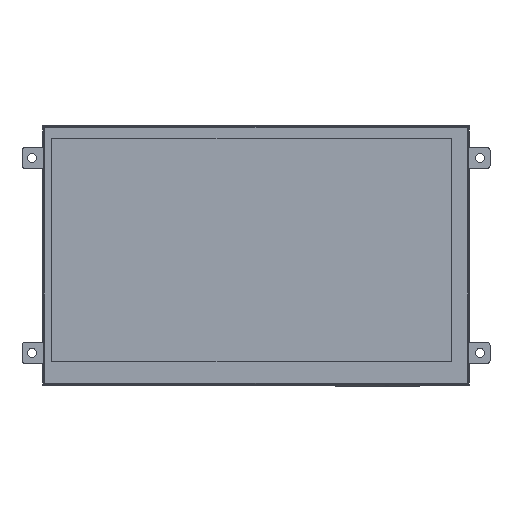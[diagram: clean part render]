
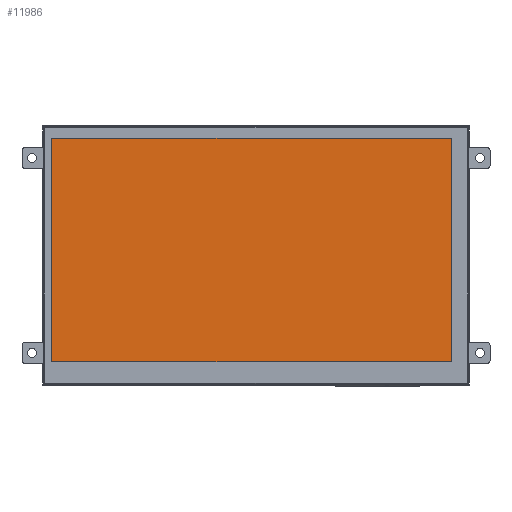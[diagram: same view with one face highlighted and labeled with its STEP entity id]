
A CAD part, top view. The second image highlights one B-rep face of the part: STEP entity #11986.
In plain terms, the highlighted planar face has unit normal (0, 0, 1).
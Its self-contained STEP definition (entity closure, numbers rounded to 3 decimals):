
#671=FACE_OUTER_BOUND('',#1303,.T.);
#1303=EDGE_LOOP('',(#8060,#8061,#8062,#8063));
#1969=LINE('',#17171,#3488);
#1973=LINE('',#17179,#3492);
#1976=LINE('',#17185,#3495);
#1979=LINE('',#17190,#3498);
#3488=VECTOR('',#13886,10.);
#3492=VECTOR('',#13892,10.);
#3495=VECTOR('',#13897,10.);
#3498=VECTOR('',#13902,10.);
#4995=VERTEX_POINT('',#17169);
#4996=VERTEX_POINT('',#17170);
#4999=VERTEX_POINT('',#17178);
#5001=VERTEX_POINT('',#17184);
#6195=EDGE_CURVE('',#4995,#4996,#1969,.T.);
#6199=EDGE_CURVE('',#4999,#4995,#1973,.T.);
#6202=EDGE_CURVE('',#5001,#4999,#1976,.T.);
#6205=EDGE_CURVE('',#4996,#5001,#1979,.T.);
#8060=ORIENTED_EDGE('',*,*,#6205,.F.);
#8061=ORIENTED_EDGE('',*,*,#6195,.F.);
#8062=ORIENTED_EDGE('',*,*,#6199,.F.);
#8063=ORIENTED_EDGE('',*,*,#6202,.F.);
#11481=PLANE('',#12901);
#11986=ADVANCED_FACE('',(#671),#11481,.T.);
#12901=AXIS2_PLACEMENT_3D('',#17193,#13906,#13907);
#13886=DIRECTION('',(0.,1.,0.));
#13892=DIRECTION('',(-1.,0.,0.));
#13897=DIRECTION('',(0.,-1.,0.));
#13902=DIRECTION('',(1.,0.,0.));
#13906=DIRECTION('center_axis',(0.,0.,1.));
#13907=DIRECTION('ref_axis',(1.,0.,0.));
#17169=CARTESIAN_POINT('',(-79.235,-41.285,1.1));
#17170=CARTESIAN_POINT('',(-79.235,45.435,1.1));
#17171=CARTESIAN_POINT('',(-79.235,-41.285,1.1));
#17178=CARTESIAN_POINT('',(75.775,-41.285,1.1));
#17179=CARTESIAN_POINT('',(75.775,-41.285,1.1));
#17184=CARTESIAN_POINT('',(75.775,45.435,1.1));
#17185=CARTESIAN_POINT('',(75.775,45.435,1.1));
#17190=CARTESIAN_POINT('',(-79.235,45.435,1.1));
#17193=CARTESIAN_POINT('Origin',(-1.73,2.075,1.1));
